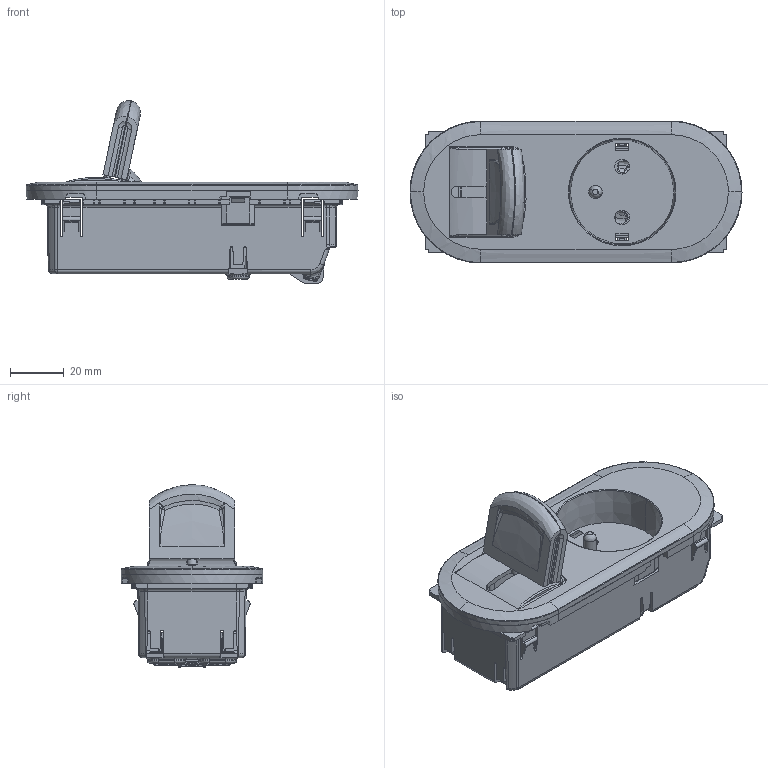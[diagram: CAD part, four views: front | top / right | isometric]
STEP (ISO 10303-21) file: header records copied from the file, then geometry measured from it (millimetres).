
FILE_DESCRIPTION(('CATIA V5 STEP Exchange','CAx-IF Rec.Pracs.--- Model Styling and Organization---1.5--- 2016-08-15','CAx-IF Rec.Pracs.---Supplemental Geometry---1.0---2011-11-01','CAx-IF Rec.Pracs.--- Composite Materials ---1.1---2010-07-15'),'2;1');
FILE_NAME('CB0117 _simplifier.stp','2024-03-25T07:17:09+00:00',('none'),('none'),'CATIA Version 5-6 Release 2020 SP5','CATIA V5 STEP AP214 v2','none');
FILE_SCHEMA(('AUTOMOTIVE_DESIGN { 1 0 10303 214 1 1 1 1 }'));
Products named in the file (1): 067133 _AllCATPart
Bounding box: 124 x 53 x 68.1 mm (x, y, z)
Volume: 40888.7 mm3; surface area: 55091.8 mm2
Topology: 7 solids, 7 shells, 3031 faces, 8545 edges, 5498 vertices
Faces by surface type: plane 1681, cylinder 606, bspline 490, cone 165, torus 50, sphere 36, extrusion 3
Entity records: 124662 total; most frequent: CARTESIAN_POINT 58649, ORIENTED_EDGE 16976, EDGE_CURVE 8488, DIRECTION 8372, VERTEX_POINT 5498, B_SPLINE_CURVE_WITH_KNOTS 4238, VECTOR 3665, LINE 3662
